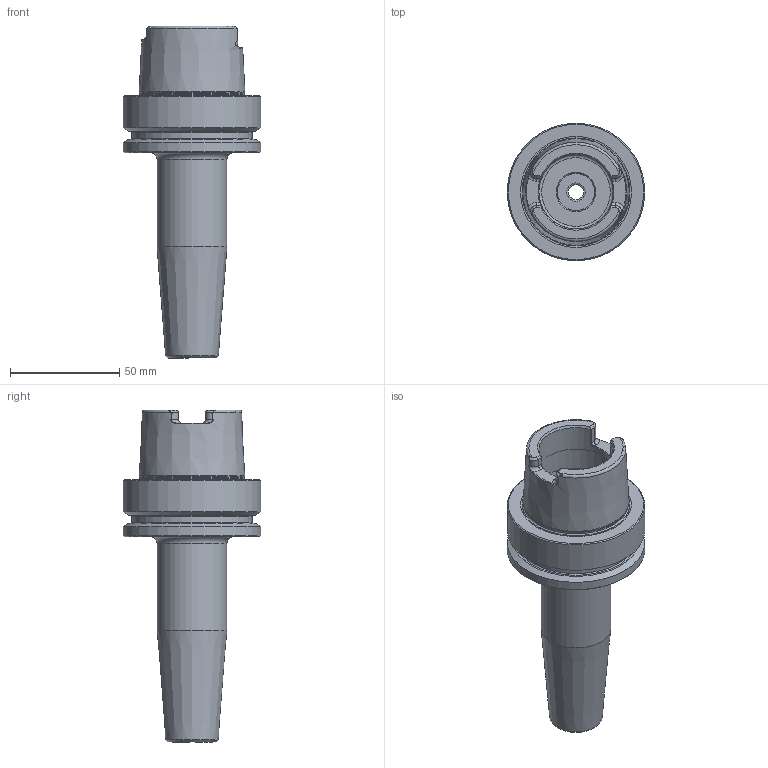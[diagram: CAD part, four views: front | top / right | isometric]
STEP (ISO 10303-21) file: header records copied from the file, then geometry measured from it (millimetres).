
FILE_DESCRIPTION(/* description */ (''),/* implementation_level */ '2;1');
FILE_NAME(/* name */ '1672294309799.stp',/* time_stamp */ '2022-12-29T11:42:02+05:00',/* author */ (''),/* organization */ ('SMS'),/* preprocessor_version */ 'ST-DEVELOPER v16.7',/* originating_system */ 'SIEMENS PLM Software NX 12.0',/* authorisation */ '');
FILE_SCHEMA (('AUTOMOTIVE_DESIGN { 1 0 10303 214 3 1 1 1 }'));
Length unit declared in the file: millimetre
Products named in the file (1): 204480198mod000_00
Bounding box: 63 x 63 x 152 mm (x, y, z)
Volume: 145807.8 mm3; surface area: 32894.3 mm2
Topology: 1 solids, 2 shells, 119 faces, 267 edges, 162 vertices
Faces by surface type: plane 33, cone 26, cylinder 24, bspline 20, torus 16
Full cylindrical faces by diameter (mm): 7 x1, 8.4 x1, 9.525 x1, 10.125 x1, 17 x1, 18.5 x1, 32 x1, 34 x2, 40 x1, 48.041 x1, 55 x1, 63 x2
Entity records: 4252 total; most frequent: CARTESIAN_POINT 1918, ORIENTED_EDGE 438, DIRECTION 432, EDGE_CURVE 219, AXIS2_PLACEMENT_3D 194, EDGE_LOOP 168, VERTEX_POINT 152, ADVANCED_FACE 119
